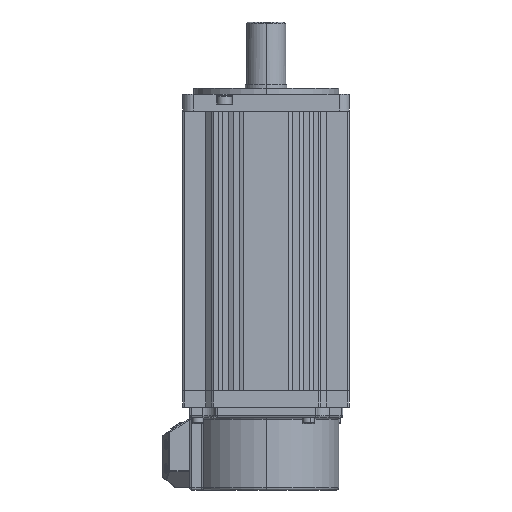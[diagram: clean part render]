
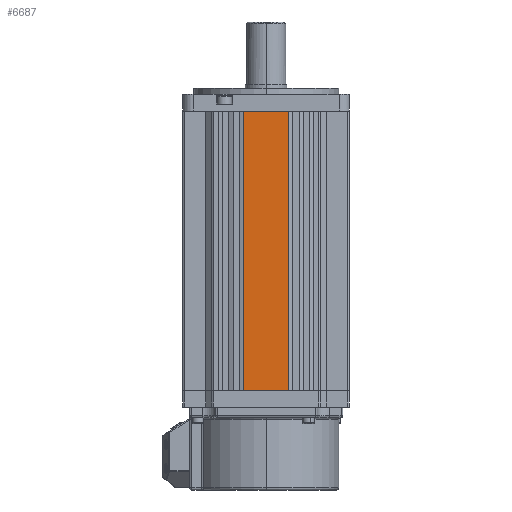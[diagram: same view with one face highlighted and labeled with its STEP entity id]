
A CAD part, left-side view. The second image highlights one B-rep face of the part: STEP entity #6687.
In plain terms, the highlighted planar face has unit normal (-1, 0, 0).
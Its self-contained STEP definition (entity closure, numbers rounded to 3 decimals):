
#908 = DIRECTION ( 'NONE',  ( 0., 1., 0. ) ) ;
#2111 = VECTOR ( 'NONE', #19860, 1000. ) ;
#2359 = LINE ( 'NONE', #14397, #9380 ) ;
#2692 = DIRECTION ( 'NONE',  ( 0., 1., 0. ) ) ;
#2784 = VECTOR ( 'NONE', #15951, 1000. ) ;
#2852 = DIRECTION ( 'NONE',  ( -1., 0., 0. ) ) ;
#2982 = CARTESIAN_POINT ( 'NONE',  ( -80.262, -230.04, -325.493 ) ) ;
#4602 = LINE ( 'NONE', #16623, #20080 ) ;
#4697 = AXIS2_PLACEMENT_3D ( 'NONE', #6312, #2852, #9675 ) ;
#4920 = VERTEX_POINT ( 'NONE', #12881 ) ;
#6312 = CARTESIAN_POINT ( 'NONE',  ( -80.262, -214.779, -400.893 ) ) ;
#6687 = ADVANCED_FACE ( 'NONE', ( #11233 ), #21607, .T. ) ;
#7746 = CARTESIAN_POINT ( 'NONE',  ( -80.262, -251.919, -325.493 ) ) ;
#7811 = CARTESIAN_POINT ( 'NONE',  ( -80.262, -230.04, -408.893 ) ) ;
#8708 = ORIENTED_EDGE ( 'NONE', *, *, #17575, .T. ) ;
#8926 = VERTEX_POINT ( 'NONE', #19082 ) ;
#9380 = VECTOR ( 'NONE', #908, 1000. ) ;
#9675 = DIRECTION ( 'NONE',  ( 0., 1., 0. ) ) ;
#10624 = EDGE_CURVE ( 'NONE', #21431, #8926, #12610, .T. ) ;
#10908 = ORIENTED_EDGE ( 'NONE', *, *, #14730, .T. ) ;
#11233 = FACE_OUTER_BOUND ( 'NONE', #15808, .T. ) ;
#11280 = LINE ( 'NONE', #16838, #2111 ) ;
#11366 = ORIENTED_EDGE ( 'NONE', *, *, #10624, .F. ) ;
#12610 = LINE ( 'NONE', #7811, #2784 ) ;
#12881 = CARTESIAN_POINT ( 'NONE',  ( -80.262, -251.919, -190.493 ) ) ;
#13974 = ORIENTED_EDGE ( 'NONE', *, *, #17454, .F. ) ;
#14397 = CARTESIAN_POINT ( 'NONE',  ( -80.262, -281.179, -325.493 ) ) ;
#14730 = EDGE_CURVE ( 'NONE', #21782, #4920, #11280, .T. ) ;
#15808 = EDGE_LOOP ( 'NONE', ( #11366, #13974, #10908, #8708 ) ) ;
#15951 = DIRECTION ( 'NONE',  ( 0., 0., 1. ) ) ;
#16623 = CARTESIAN_POINT ( 'NONE',  ( -80.262, -214.779, -190.493 ) ) ;
#16838 = CARTESIAN_POINT ( 'NONE',  ( -80.262, -251.919, -400.893 ) ) ;
#17454 = EDGE_CURVE ( 'NONE', #21782, #21431, #2359, .T. ) ;
#17575 = EDGE_CURVE ( 'NONE', #4920, #8926, #4602, .T. ) ;
#19082 = CARTESIAN_POINT ( 'NONE',  ( -80.262, -230.04, -190.493 ) ) ;
#19860 = DIRECTION ( 'NONE',  ( 0., 0., 1. ) ) ;
#20080 = VECTOR ( 'NONE', #2692, 1000. ) ;
#21431 = VERTEX_POINT ( 'NONE', #2982 ) ;
#21607 = PLANE ( 'NONE',  #4697 ) ;
#21782 = VERTEX_POINT ( 'NONE', #7746 ) ;
